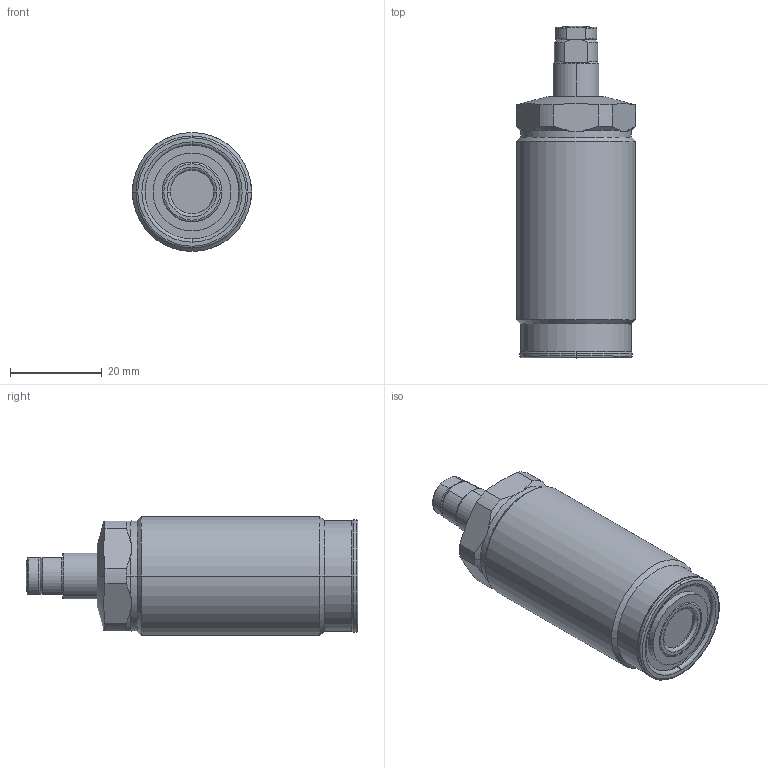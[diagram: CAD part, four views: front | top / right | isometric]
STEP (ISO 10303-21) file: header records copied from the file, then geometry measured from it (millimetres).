
FILE_DESCRIPTION(/* description */ (''),/* implementation_level */ '2;1');
FILE_NAME(/* name */ 'TSS26.stp',/* time_stamp */ '2025-01-10T11:17:52+08:00',/* author */ (''),/* organization */ (''),/* preprocessor_version */ 'ST-DEVELOPER v16.7',/* originating_system */ 'SIEMENS PLM Software NX 12.0',/* authorisation */ '');
FILE_SCHEMA (('AUTOMOTIVE_DESIGN { 1 0 10303 214 3 1 1 1 }'));
Length unit declared in the file: millimetre
Products named in the file (7): XLD-M6_Oring; XLD-M6_contactbolt; TSS26-05; TSS26-04; TSS26-02; TSS26-01; TSS26_stp
Assembly tree (6 placements, depth 3):
  TSS26_stp
    TSS26-01
      XLD-M6_contactbolt
      XLD-M6_Oring
    TSS26-02
    TSS26-04
    TSS26-05
Bounding box: 26 x 72.5 x 26 mm (x, y, z)
Volume: 28709.8 mm3; surface area: 7539.7 mm2
Topology: 5 solids, 5 shells, 137 faces, 310 edges, 191 vertices
Faces by surface type: cylinder 43, plane 35, torus 32, cone 25, sphere 2
Entity records: 4178 total; most frequent: CARTESIAN_POINT 873, DIRECTION 734, ORIENTED_EDGE 620, AXIS2_PLACEMENT_3D 320, EDGE_CURVE 310, VERTEX_POINT 191, CIRCLE 176, EDGE_LOOP 149
